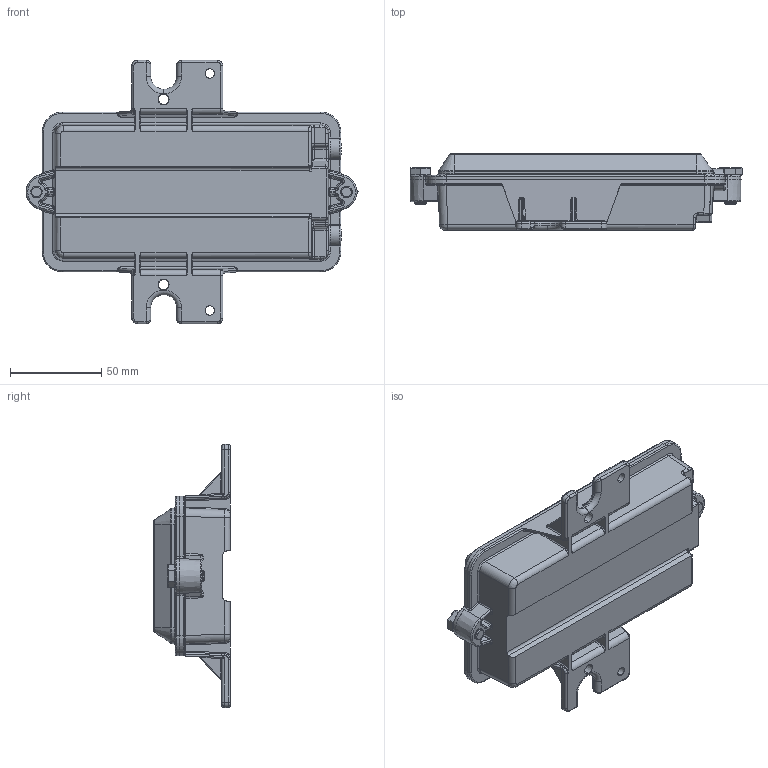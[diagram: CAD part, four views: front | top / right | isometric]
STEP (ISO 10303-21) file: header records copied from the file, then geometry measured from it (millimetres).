
FILE_DESCRIPTION (( 'STEP AP214' ), '1' );
FILE_NAME ('1101-933-E.STEP', '2019-01-24T22:13:19', ( '' ), ( '' ), 'SwSTEP 2.0', 'SolidWorks 2018', '' );
FILE_SCHEMA (( 'AUTOMOTIVE_DESIGN' ));
Length unit declared in the file: inch
Products named in the file (19): 2003-2371; Water Proof Seal^2004-173; 1000-1284; 2102-478; 2004-149-AL; 2004-173; 2109-098; 1101-933-E; 2102-024
Assembly tree (11 placements, depth 4):
  2003-2371
  2004-173
  2109-098
  2102-478
  1101-933-E
    1000-1284
      2004-173
        2004-173
        Water Proof Seal^2004-173
      2004-149-AL
      2102-478  x2
    2003-2371
    2109-098
    2102-024
Bounding box: 182.03 x 41.86 x 144.46 mm (x, y, z)
Volume: 122787.2 mm3; surface area: 115688.6 mm2
Topology: 9 solids, 9 shells, 3417 faces, 8639 edges, 5377 vertices
Faces by surface type: plane 1473, bspline 833, cylinder 754, torus 162, cone 127, sphere 68
Entity records: 135618 total; most frequent: CARTESIAN_POINT 55132, ORIENTED_EDGE 16812, DIRECTION 12965, EDGE_CURVE 8406, VERTEX_POINT 5283, VECTOR 4973, LINE 4973, AXIS2_PLACEMENT_3D 3996
